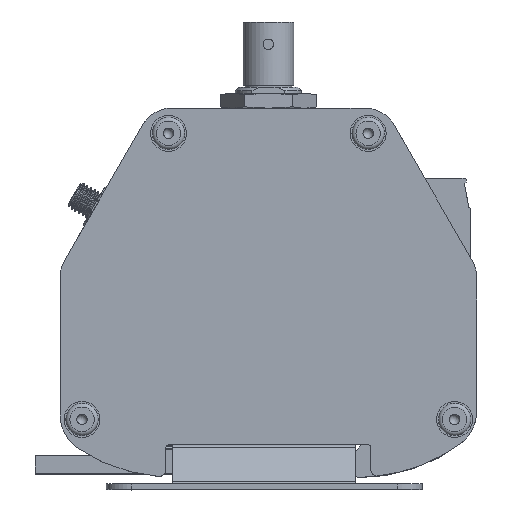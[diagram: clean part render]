
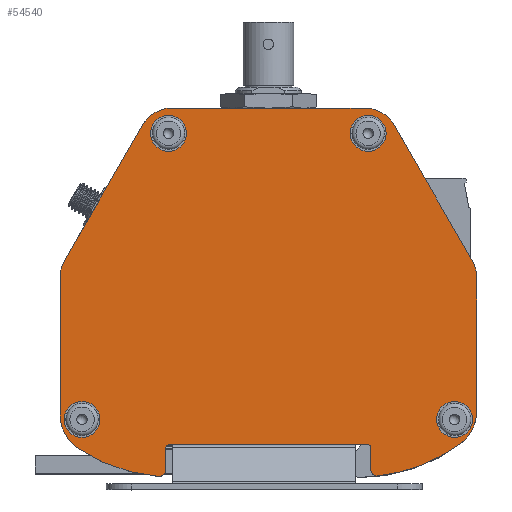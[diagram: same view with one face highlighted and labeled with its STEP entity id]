
A CAD part, top view. The second image highlights one B-rep face of the part: STEP entity #54540.
In plain terms, the highlighted face is planar.
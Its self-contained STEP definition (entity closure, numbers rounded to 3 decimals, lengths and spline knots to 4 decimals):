
#2718=FACE_BOUND('',#19736,.T.);
#2719=FACE_BOUND('',#19737,.T.);
#2720=FACE_BOUND('',#19738,.T.);
#2721=FACE_BOUND('',#19739,.T.);
#3477=PLANE('',#58528);
#6329=LINE('',#91278,#11653);
#6333=LINE('',#91290,#11657);
#6339=LINE('',#91314,#11663);
#6343=LINE('',#91326,#11667);
#6347=LINE('',#91338,#11671);
#6353=LINE('',#91362,#11677);
#6357=LINE('',#91374,#11681);
#6361=LINE('',#91384,#11685);
#11653=VECTOR('',#64744,0.3937);
#11657=VECTOR('',#64756,0.3937);
#11663=VECTOR('',#64782,0.3937);
#11667=VECTOR('',#64794,0.3937);
#11671=VECTOR('',#64806,0.3937);
#11677=VECTOR('',#64832,0.3937);
#11681=VECTOR('',#64844,0.3937);
#11685=VECTOR('',#64856,0.3937);
#16730=FACE_OUTER_BOUND('',#19735,.T.);
#19735=EDGE_LOOP('',(#41267,#41268,#41269,#41270,#41271,#41272,#41273,#41274,
#41275,#41276,#41277,#41278,#41279,#41280,#41281,#41282,#41283,#41284,#41285,
#41286));
#19736=EDGE_LOOP('',(#41287));
#19737=EDGE_LOOP('',(#41288));
#19738=EDGE_LOOP('',(#41289));
#19739=EDGE_LOOP('',(#41290));
#22260=CIRCLE('',#58460,0.135);
#22264=CIRCLE('',#58467,0.135);
#22268=CIRCLE('',#58474,0.135);
#22272=CIRCLE('',#58481,0.135);
#22275=CIRCLE('',#58486,0.25);
#22277=CIRCLE('',#58490,0.25);
#22279=CIRCLE('',#58494,0.3);
#22281=CIRCLE('',#58497,1.25);
#22283=CIRCLE('',#58500,0.05);
#22285=CIRCLE('',#58504,0.025);
#22287=CIRCLE('',#58508,0.025);
#22289=CIRCLE('',#58512,0.05);
#22291=CIRCLE('',#58515,1.25);
#22293=CIRCLE('',#58518,0.3);
#22295=CIRCLE('',#58522,0.25);
#22297=CIRCLE('',#58526,0.25);
#24429=VERTEX_POINT('',#91219);
#24433=VERTEX_POINT('',#91232);
#24437=VERTEX_POINT('',#91245);
#24441=VERTEX_POINT('',#91258);
#24445=VERTEX_POINT('',#91269);
#24446=VERTEX_POINT('',#91271);
#24448=VERTEX_POINT('',#91277);
#24450=VERTEX_POINT('',#91283);
#24452=VERTEX_POINT('',#91289);
#24454=VERTEX_POINT('',#91295);
#24456=VERTEX_POINT('',#91301);
#24458=VERTEX_POINT('',#91307);
#24460=VERTEX_POINT('',#91313);
#24462=VERTEX_POINT('',#91319);
#24464=VERTEX_POINT('',#91325);
#24466=VERTEX_POINT('',#91331);
#24468=VERTEX_POINT('',#91337);
#24470=VERTEX_POINT('',#91343);
#24472=VERTEX_POINT('',#91349);
#24474=VERTEX_POINT('',#91355);
#24476=VERTEX_POINT('',#91361);
#24478=VERTEX_POINT('',#91367);
#24480=VERTEX_POINT('',#91373);
#24482=VERTEX_POINT('',#91379);
#30557=EDGE_CURVE('',#24429,#24429,#22260,.T.);
#30563=EDGE_CURVE('',#24433,#24433,#22264,.T.);
#30569=EDGE_CURVE('',#24437,#24437,#22268,.T.);
#30575=EDGE_CURVE('',#24441,#24441,#22272,.T.);
#30581=EDGE_CURVE('',#24446,#24445,#22275,.T.);
#30584=EDGE_CURVE('',#24448,#24446,#6329,.T.);
#30587=EDGE_CURVE('',#24450,#24448,#22277,.T.);
#30590=EDGE_CURVE('',#24452,#24450,#6333,.T.);
#30593=EDGE_CURVE('',#24454,#24452,#22279,.T.);
#30596=EDGE_CURVE('',#24456,#24454,#22281,.T.);
#30599=EDGE_CURVE('',#24458,#24456,#22283,.T.);
#30602=EDGE_CURVE('',#24460,#24458,#6339,.T.);
#30605=EDGE_CURVE('',#24462,#24460,#22285,.T.);
#30608=EDGE_CURVE('',#24464,#24462,#6343,.T.);
#30611=EDGE_CURVE('',#24466,#24464,#22287,.T.);
#30614=EDGE_CURVE('',#24468,#24466,#6347,.T.);
#30617=EDGE_CURVE('',#24470,#24468,#22289,.T.);
#30620=EDGE_CURVE('',#24472,#24470,#22291,.T.);
#30623=EDGE_CURVE('',#24474,#24472,#22293,.T.);
#30626=EDGE_CURVE('',#24476,#24474,#6353,.T.);
#30629=EDGE_CURVE('',#24478,#24476,#22295,.T.);
#30632=EDGE_CURVE('',#24480,#24478,#6357,.T.);
#30635=EDGE_CURVE('',#24482,#24480,#22297,.T.);
#30638=EDGE_CURVE('',#24445,#24482,#6361,.T.);
#41267=ORIENTED_EDGE('',*,*,#30638,.T.);
#41268=ORIENTED_EDGE('',*,*,#30635,.T.);
#41269=ORIENTED_EDGE('',*,*,#30632,.T.);
#41270=ORIENTED_EDGE('',*,*,#30629,.T.);
#41271=ORIENTED_EDGE('',*,*,#30626,.T.);
#41272=ORIENTED_EDGE('',*,*,#30623,.T.);
#41273=ORIENTED_EDGE('',*,*,#30620,.T.);
#41274=ORIENTED_EDGE('',*,*,#30617,.T.);
#41275=ORIENTED_EDGE('',*,*,#30614,.T.);
#41276=ORIENTED_EDGE('',*,*,#30611,.T.);
#41277=ORIENTED_EDGE('',*,*,#30608,.T.);
#41278=ORIENTED_EDGE('',*,*,#30605,.T.);
#41279=ORIENTED_EDGE('',*,*,#30602,.T.);
#41280=ORIENTED_EDGE('',*,*,#30599,.T.);
#41281=ORIENTED_EDGE('',*,*,#30596,.T.);
#41282=ORIENTED_EDGE('',*,*,#30593,.T.);
#41283=ORIENTED_EDGE('',*,*,#30590,.T.);
#41284=ORIENTED_EDGE('',*,*,#30587,.T.);
#41285=ORIENTED_EDGE('',*,*,#30584,.T.);
#41286=ORIENTED_EDGE('',*,*,#30581,.T.);
#41287=ORIENTED_EDGE('',*,*,#30557,.T.);
#41288=ORIENTED_EDGE('',*,*,#30563,.T.);
#41289=ORIENTED_EDGE('',*,*,#30569,.T.);
#41290=ORIENTED_EDGE('',*,*,#30575,.T.);
#54540=ADVANCED_FACE('',(#16730,#2718,#2719,#2720,#2721),#3477,.F.);
#58460=AXIS2_PLACEMENT_3D('',#91220,#64677,#64678);
#58467=AXIS2_PLACEMENT_3D('',#91233,#64693,#64694);
#58474=AXIS2_PLACEMENT_3D('',#91246,#64709,#64710);
#58481=AXIS2_PLACEMENT_3D('',#91259,#64725,#64726);
#58486=AXIS2_PLACEMENT_3D('',#91272,#64738,#64739);
#58490=AXIS2_PLACEMENT_3D('',#91284,#64750,#64751);
#58494=AXIS2_PLACEMENT_3D('',#91296,#64762,#64763);
#58497=AXIS2_PLACEMENT_3D('',#91302,#64769,#64770);
#58500=AXIS2_PLACEMENT_3D('',#91308,#64776,#64777);
#58504=AXIS2_PLACEMENT_3D('',#91320,#64788,#64789);
#58508=AXIS2_PLACEMENT_3D('',#91332,#64800,#64801);
#58512=AXIS2_PLACEMENT_3D('',#91344,#64812,#64813);
#58515=AXIS2_PLACEMENT_3D('',#91350,#64819,#64820);
#58518=AXIS2_PLACEMENT_3D('',#91356,#64826,#64827);
#58522=AXIS2_PLACEMENT_3D('',#91368,#64838,#64839);
#58526=AXIS2_PLACEMENT_3D('',#91380,#64850,#64851);
#58528=AXIS2_PLACEMENT_3D('',#91385,#64857,#64858);
#64677=DIRECTION('center_axis',(0.,0.,1.));
#64678=DIRECTION('ref_axis',(-1.,0.,0.));
#64693=DIRECTION('center_axis',(0.,0.,1.));
#64694=DIRECTION('ref_axis',(-1.,0.,0.));
#64709=DIRECTION('center_axis',(0.,0.,1.));
#64710=DIRECTION('ref_axis',(-1.,0.,0.));
#64725=DIRECTION('center_axis',(0.,0.,1.));
#64726=DIRECTION('ref_axis',(-1.,0.,0.));
#64738=DIRECTION('center_axis',(0.,0.,-1.));
#64739=DIRECTION('ref_axis',(0.,-1.,0.));
#64744=DIRECTION('',(0.5,0.866,0.));
#64750=DIRECTION('center_axis',(0.,0.,-1.));
#64751=DIRECTION('ref_axis',(0.866,-0.5,0.));
#64756=DIRECTION('',(0.,1.,0.));
#64762=DIRECTION('center_axis',(0.,0.,-1.));
#64763=DIRECTION('ref_axis',(1.,0.,0.));
#64769=DIRECTION('center_axis',(0.,0.,-1.));
#64770=DIRECTION('ref_axis',(0.6,0.8,0.));
#64776=DIRECTION('center_axis',(0.,0.,-1.));
#64777=DIRECTION('ref_axis',(0.104,0.995,0.));
#64782=DIRECTION('',(0.,-1.,0.));
#64788=DIRECTION('center_axis',(0.,0.,1.));
#64789=DIRECTION('ref_axis',(0.,1.,0.));
#64794=DIRECTION('',(-1.,0.,0.));
#64800=DIRECTION('center_axis',(0.,0.,1.));
#64801=DIRECTION('ref_axis',(1.,0.,0.));
#64806=DIRECTION('',(0.,1.,0.));
#64812=DIRECTION('center_axis',(0.,0.,-1.));
#64813=DIRECTION('ref_axis',(1.,0.,0.));
#64819=DIRECTION('center_axis',(0.,0.,-1.));
#64820=DIRECTION('ref_axis',(-0.075,0.997,0.));
#64826=DIRECTION('center_axis',(0.,0.,-1.));
#64827=DIRECTION('ref_axis',(-0.563,0.826,0.));
#64832=DIRECTION('',(0.,-1.,0.));
#64838=DIRECTION('center_axis',(0.,0.,-1.));
#64839=DIRECTION('ref_axis',(-1.,0.,0.));
#64844=DIRECTION('',(0.5,-0.866,0.));
#64850=DIRECTION('center_axis',(0.,0.,-1.));
#64851=DIRECTION('ref_axis',(-0.866,-0.5,0.));
#64856=DIRECTION('',(1.,0.,0.));
#64857=DIRECTION('center_axis',(0.,0.,1.));
#64858=DIRECTION('ref_axis',(1.,0.,0.));
#91219=CARTESIAN_POINT('',(-1.265,-1.015,-0.1));
#91220=CARTESIAN_POINT('Origin',(-1.4,-1.015,-0.1));
#91232=CARTESIAN_POINT('',(0.885,1.135,-0.1));
#91233=CARTESIAN_POINT('Origin',(0.75,1.135,-0.1));
#91245=CARTESIAN_POINT('',(-0.615,1.135,-0.1));
#91246=CARTESIAN_POINT('Origin',(-0.75,1.135,-0.1));
#91258=CARTESIAN_POINT('',(1.535,-1.015,-0.1));
#91259=CARTESIAN_POINT('Origin',(1.4,-1.015,-0.1));
#91269=CARTESIAN_POINT('',(-0.7267,1.325,-0.1));
#91271=CARTESIAN_POINT('',(-0.9432,1.2,-0.1));
#91272=CARTESIAN_POINT('Origin',(-0.7267,1.075,-0.1));
#91277=CARTESIAN_POINT('',(-1.5315,0.181,-0.1));
#91278=CARTESIAN_POINT('',(-1.5315,0.181,-0.1));
#91283=CARTESIAN_POINT('',(-1.565,0.056,-0.1));
#91284=CARTESIAN_POINT('Origin',(-1.315,0.056,-0.1));
#91289=CARTESIAN_POINT('',(-1.565,-0.955,-0.1));
#91290=CARTESIAN_POINT('',(-1.565,-0.955,-0.1));
#91295=CARTESIAN_POINT('',(-1.4451,-1.195,-0.1));
#91296=CARTESIAN_POINT('Origin',(-1.265,-0.955,-0.1));
#91301=CARTESIAN_POINT('',(-0.8252,-1.4383,-0.1));
#91302=CARTESIAN_POINT('Origin',(-0.6948,-0.1951,
-0.1));
#91307=CARTESIAN_POINT('',(-0.77,-1.3886,-0.1));
#91308=CARTESIAN_POINT('Origin',(-0.82,-1.3886,-0.1));
#91313=CARTESIAN_POINT('',(-0.77,-1.23,-0.1));
#91314=CARTESIAN_POINT('',(-0.77,-1.23,-0.1));
#91319=CARTESIAN_POINT('',(-0.745,-1.205,-0.1));
#91320=CARTESIAN_POINT('Origin',(-0.745,-1.23,-0.1));
#91325=CARTESIAN_POINT('',(0.745,-1.205,-0.1));
#91326=CARTESIAN_POINT('',(0.745,-1.205,-0.1));
#91331=CARTESIAN_POINT('',(0.77,-1.23,-0.1));
#91332=CARTESIAN_POINT('Origin',(0.745,-1.23,-0.1));
#91337=CARTESIAN_POINT('',(0.77,-1.3931,-0.1));
#91338=CARTESIAN_POINT('',(0.77,-1.3931,-0.1));
#91343=CARTESIAN_POINT('',(0.8238,-1.4429,-0.1));
#91344=CARTESIAN_POINT('Origin',(0.82,-1.3931,-0.1));
#91349=CARTESIAN_POINT('',(1.434,-1.2293,-0.1));
#91350=CARTESIAN_POINT('Origin',(0.7299,-0.1965,-0.1));
#91355=CARTESIAN_POINT('',(1.565,-0.9814,-0.1));
#91356=CARTESIAN_POINT('Origin',(1.265,-0.9814,-0.1));
#91361=CARTESIAN_POINT('',(1.565,0.056,-0.1));
#91362=CARTESIAN_POINT('',(1.565,0.056,-0.1));
#91367=CARTESIAN_POINT('',(1.5315,0.181,-0.1));
#91368=CARTESIAN_POINT('Origin',(1.315,0.056,-0.1));
#91373=CARTESIAN_POINT('',(0.9432,1.2,-0.1));
#91374=CARTESIAN_POINT('',(0.9432,1.2,-0.1));
#91379=CARTESIAN_POINT('',(0.7267,1.325,-0.1));
#91380=CARTESIAN_POINT('Origin',(0.7267,1.075,-0.1));
#91384=CARTESIAN_POINT('',(-0.7267,1.325,-0.1));
#91385=CARTESIAN_POINT('Origin',(0.0038,-0.1157,
-0.1));
